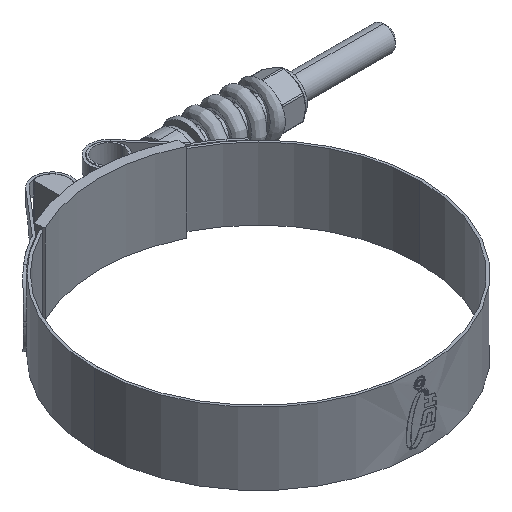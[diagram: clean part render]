
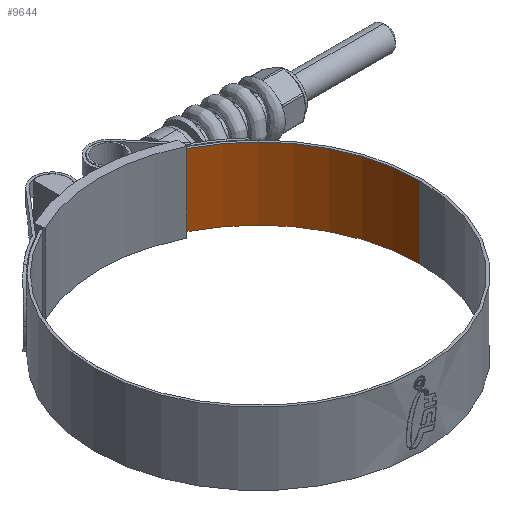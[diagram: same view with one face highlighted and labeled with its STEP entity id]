
A CAD part, isometric view. The second image highlights one B-rep face of the part: STEP entity #9644.
In plain terms, the highlighted cylindrical face has radius 42.8 mm (diameter 85.6 mm), a partial arc.
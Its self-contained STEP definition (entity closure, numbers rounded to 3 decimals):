
#434 = CARTESIAN_POINT ( 'NONE',  ( 42.8, 0., 9.55 ) ) ;
#934 = CARTESIAN_POINT ( 'NONE',  ( 6.715, 42.27, -9.55 ) ) ;
#1690 = LINE ( 'NONE', #434, #6035 ) ;
#2184 = VERTEX_POINT ( 'NONE', #934 ) ;
#2791 = CARTESIAN_POINT ( 'NONE',  ( 42.8, 0., -9.55 ) ) ;
#2900 = CYLINDRICAL_SURFACE ( 'NONE', #15748, 42.8 ) ;
#3991 = CARTESIAN_POINT ( 'NONE',  ( 0., 0., 9.55 ) ) ;
#4351 = EDGE_CURVE ( 'NONE', #7001, #7569, #11459, .T. ) ;
#4420 = CARTESIAN_POINT ( 'NONE',  ( 42.8, 0., 9.55 ) ) ;
#4692 = DIRECTION ( 'NONE',  ( 0., 0., -1. ) ) ;
#4774 = DIRECTION ( 'NONE',  ( 0., 0., -1. ) ) ;
#5332 = FACE_OUTER_BOUND ( 'NONE', #9010, .T. ) ;
#6035 = VECTOR ( 'NONE', #4692, 1000. ) ;
#7001 = VERTEX_POINT ( 'NONE', #7793 ) ;
#7569 = VERTEX_POINT ( 'NONE', #4420 ) ;
#7793 = CARTESIAN_POINT ( 'NONE',  ( 6.715, 42.27, 9.55 ) ) ;
#8686 = ORIENTED_EDGE ( 'NONE', *, *, #12581, .T. ) ;
#8746 = ORIENTED_EDGE ( 'NONE', *, *, #11395, .F. ) ;
#9010 = EDGE_LOOP ( 'NONE', ( #8746, #13822, #8686, #9643 ) ) ;
#9261 = CIRCLE ( 'NONE', #12481, 42.8 ) ;
#9643 = ORIENTED_EDGE ( 'NONE', *, *, #12853, .T. ) ;
#9644 = ADVANCED_FACE ( 'NONE', ( #5332 ), #2900, .F. ) ;
#9796 = VECTOR ( 'NONE', #12903, 1000. ) ;
#9957 = CARTESIAN_POINT ( 'NONE',  ( 0., 0., 9.55 ) ) ;
#10676 = DIRECTION ( 'NONE',  ( 0., 0., -1. ) ) ;
#10917 = CARTESIAN_POINT ( 'NONE',  ( 6.715, 42.27, 9.55 ) ) ;
#11348 = DIRECTION ( 'NONE',  ( 0., 0., -1. ) ) ;
#11395 = EDGE_CURVE ( 'NONE', #7569, #13903, #1690, .T. ) ;
#11459 = CIRCLE ( 'NONE', #15774, 42.8 ) ;
#12172 = LINE ( 'NONE', #10917, #9796 ) ;
#12481 = AXIS2_PLACEMENT_3D ( 'NONE', #13816, #4774, #16507 ) ;
#12581 = EDGE_CURVE ( 'NONE', #7001, #2184, #12172, .T. ) ;
#12853 = EDGE_CURVE ( 'NONE', #2184, #13903, #9261, .T. ) ;
#12903 = DIRECTION ( 'NONE',  ( 0., 0., -1. ) ) ;
#13110 = DIRECTION ( 'NONE',  ( -1., 0., 0. ) ) ;
#13318 = DIRECTION ( 'NONE',  ( -1., 0., 0. ) ) ;
#13816 = CARTESIAN_POINT ( 'NONE',  ( 0., 0., -9.55 ) ) ;
#13822 = ORIENTED_EDGE ( 'NONE', *, *, #4351, .F. ) ;
#13903 = VERTEX_POINT ( 'NONE', #2791 ) ;
#15748 = AXIS2_PLACEMENT_3D ( 'NONE', #3991, #10676, #13110 ) ;
#15774 = AXIS2_PLACEMENT_3D ( 'NONE', #9957, #11348, #13318 ) ;
#16507 = DIRECTION ( 'NONE',  ( -1., 0., 0. ) ) ;
